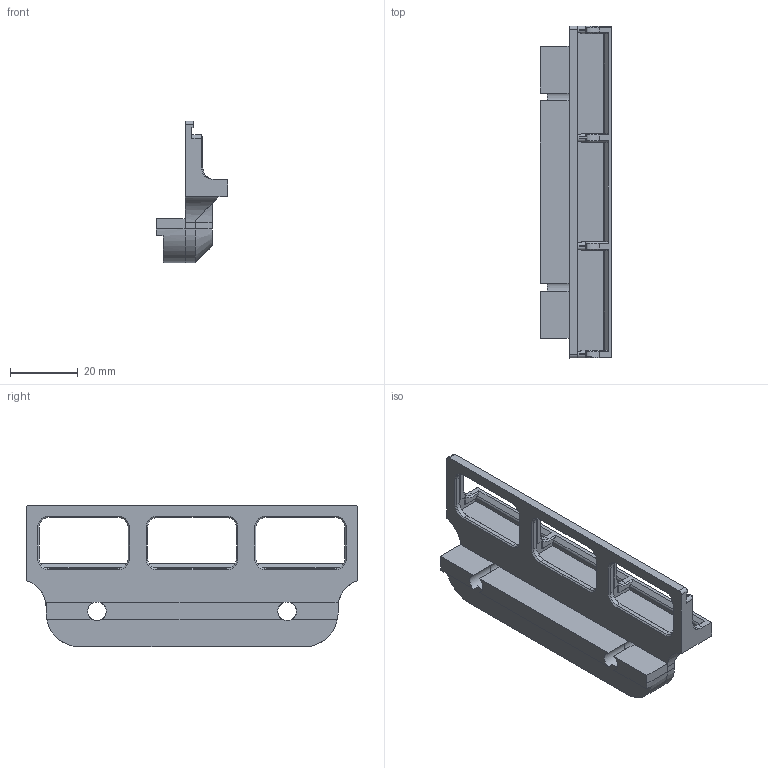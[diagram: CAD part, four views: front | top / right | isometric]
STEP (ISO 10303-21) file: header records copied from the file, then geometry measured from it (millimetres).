
FILE_DESCRIPTION(/* description */ (''),/* implementation_level */ '2;1');
FILE_NAME(/* name */ 'Rear_Wago_Mounts_v2.step',/* time_stamp */ '2020-02-14T08:29:33-06:00',/* author */ (''),/* organization */ (''),/* preprocessor_version */ 'ST-DEVELOPER v18',/* originating_system */ 'Autodesk Translation Framework v8.12.0.6',/* authorisation */ '');
FILE_SCHEMA (('AUTOMOTIVE_DESIGN { 1 0 10303 214 3 1 1 }'));
Length unit declared in the file: millimetre
Products named in the file (2): Rear Wago Mounts; Wago Mount
Assembly tree (1 placements, depth 2):
  Rear Wago Mounts
    Wago Mount
Bounding box: 21.1 x 97.85 x 41.75 mm (x, y, z)
Volume: 24154.2 mm3; surface area: 13334.6 mm2
Topology: 2 solids, 2 shells, 228 faces, 582 edges, 360 vertices
Faces by surface type: plane 142, cone 44, cylinder 41, bspline 1
Full cylindrical faces by diameter (mm): 5.5 x2, 10 x2
Entity records: 7096 total; most frequent: CARTESIAN_POINT 1413, DIRECTION 1187, ORIENTED_EDGE 1164, EDGE_CURVE 582, LINE 429, VECTOR 429, AXIS2_PLACEMENT_3D 379, VERTEX_POINT 360
